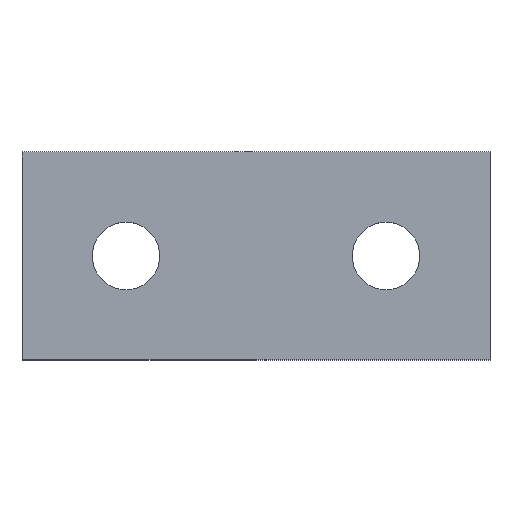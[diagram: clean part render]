
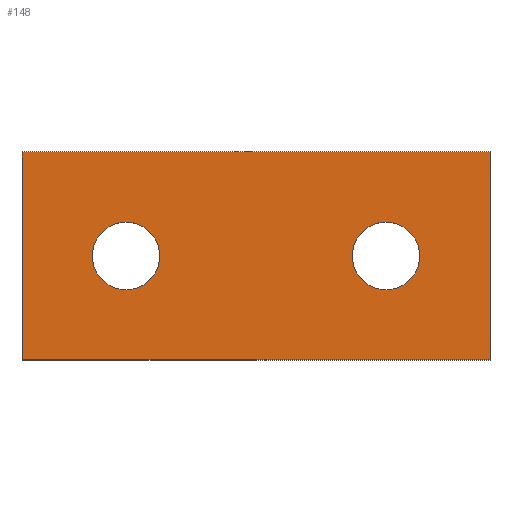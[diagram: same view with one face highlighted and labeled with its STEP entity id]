
A CAD part, top view. The second image highlights one B-rep face of the part: STEP entity #148.
In plain terms, the highlighted planar face has unit normal (0, 0, 1).
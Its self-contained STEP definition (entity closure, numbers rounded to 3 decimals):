
#3 = AXIS2_PLACEMENT_3D ( 'NONE', #135, #134, #133 ) ;
#6 = ORIENTED_EDGE ( 'NONE', *, *, #184, .T. ) ;
#27 = LINE ( 'NONE', #128, #29 ) ;
#28 = LINE ( 'NONE', #130, #30 ) ;
#29 = VECTOR ( 'NONE', #118, 1000. ) ;
#30 = VECTOR ( 'NONE', #121, 1000. ) ;
#33 = VERTEX_POINT ( 'NONE', #112 ) ;
#36 = VERTEX_POINT ( 'NONE', #115 ) ;
#40 = CARTESIAN_POINT ( 'NONE',  ( -45., 20., 0. ) ) ;
#41 = DIRECTION ( 'NONE',  ( 1., 0., 0. ) ) ;
#42 = DIRECTION ( 'NONE',  ( 1., 0., 0. ) ) ;
#43 = DIRECTION ( 'NONE',  ( 0., 0., 1. ) ) ;
#44 = CARTESIAN_POINT ( 'NONE',  ( 25., 0., 0. ) ) ;
#46 = DIRECTION ( 'NONE',  ( 0., -1., 0. ) ) ;
#47 = CARTESIAN_POINT ( 'NONE',  ( -45., -20., 0. ) ) ;
#49 = CARTESIAN_POINT ( 'NONE',  ( 45., -20., 0. ) ) ;
#50 = CARTESIAN_POINT ( 'NONE',  ( -45., 20., 0. ) ) ;
#59 = DIRECTION ( 'NONE',  ( 1., 0., 0. ) ) ;
#61 = PLANE ( 'NONE',  #169 ) ;
#63 = CARTESIAN_POINT ( 'NONE',  ( 45., 20., 0. ) ) ;
#64 = DIRECTION ( 'NONE',  ( 0., 0., 1. ) ) ;
#111 = CARTESIAN_POINT ( 'NONE',  ( 45., 20., 0. ) ) ;
#112 = CARTESIAN_POINT ( 'NONE',  ( 31.5, 0., 0. ) ) ;
#115 = CARTESIAN_POINT ( 'NONE',  ( -18.5, 0., 0. ) ) ;
#118 = DIRECTION ( 'NONE',  ( 0., 1., 0. ) ) ;
#119 = CARTESIAN_POINT ( 'NONE',  ( -45., -20., 0. ) ) ;
#121 = DIRECTION ( 'NONE',  ( -1., 0., 0. ) ) ;
#128 = CARTESIAN_POINT ( 'NONE',  ( 45., -20., 0. ) ) ;
#130 = CARTESIAN_POINT ( 'NONE',  ( 45., 20., 0. ) ) ;
#133 = DIRECTION ( 'NONE',  ( 1., 0., 0. ) ) ;
#134 = DIRECTION ( 'NONE',  ( 0., 0., 1. ) ) ;
#135 = CARTESIAN_POINT ( 'NONE',  ( -25., 0., 0. ) ) ;
#148 = ADVANCED_FACE ( 'NONE', ( #202, #207, #199 ), #61, .T. ) ;
#152 = VERTEX_POINT ( 'NONE', #50 ) ;
#153 = VERTEX_POINT ( 'NONE', #49 ) ;
#157 = EDGE_LOOP ( 'NONE', ( #224 ) ) ;
#163 = AXIS2_PLACEMENT_3D ( 'NONE', #44, #43, #42 ) ;
#166 = EDGE_CURVE ( 'NONE', #33, #33, #215, .T. ) ;
#167 = EDGE_CURVE ( 'NONE', #243, #153, #208, .T. ) ;
#168 = EDGE_CURVE ( 'NONE', #152, #243, #214, .T. ) ;
#169 = AXIS2_PLACEMENT_3D ( 'NONE', #63, #64, #59 ) ;
#174 = EDGE_CURVE ( 'NONE', #36, #36, #219, .T. ) ;
#184 = EDGE_CURVE ( 'NONE', #244, #152, #28, .T. ) ;
#185 = EDGE_CURVE ( 'NONE', #153, #244, #27, .T. ) ;
#199 = FACE_OUTER_BOUND ( 'NONE', #227, .T. ) ;
#202 = FACE_BOUND ( 'NONE', #157, .T. ) ;
#207 = FACE_BOUND ( 'NONE', #225, .T. ) ;
#208 = LINE ( 'NONE', #47, #217 ) ;
#214 = LINE ( 'NONE', #40, #216 ) ;
#215 = CIRCLE ( 'NONE', #163, 6.5 ) ;
#216 = VECTOR ( 'NONE', #46, 1000. ) ;
#217 = VECTOR ( 'NONE', #41, 1000. ) ;
#219 = CIRCLE ( 'NONE', #3, 6.5 ) ;
#224 = ORIENTED_EDGE ( 'NONE', *, *, #174, .F. ) ;
#225 = EDGE_LOOP ( 'NONE', ( #234 ) ) ;
#227 = EDGE_LOOP ( 'NONE', ( #251, #6, #252, #253 ) ) ;
#234 = ORIENTED_EDGE ( 'NONE', *, *, #166, .F. ) ;
#243 = VERTEX_POINT ( 'NONE', #119 ) ;
#244 = VERTEX_POINT ( 'NONE', #111 ) ;
#251 = ORIENTED_EDGE ( 'NONE', *, *, #185, .T. ) ;
#252 = ORIENTED_EDGE ( 'NONE', *, *, #168, .T. ) ;
#253 = ORIENTED_EDGE ( 'NONE', *, *, #167, .T. ) ;
